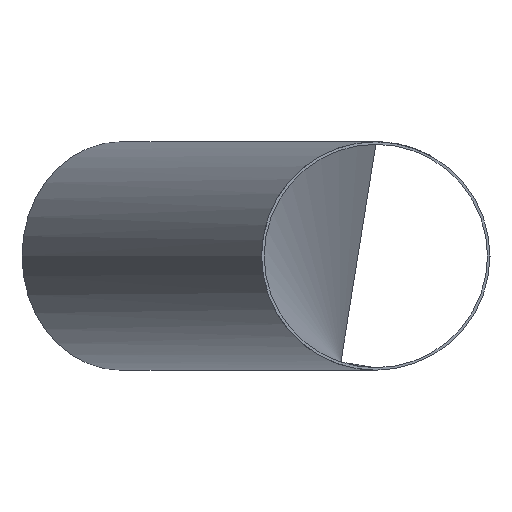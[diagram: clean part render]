
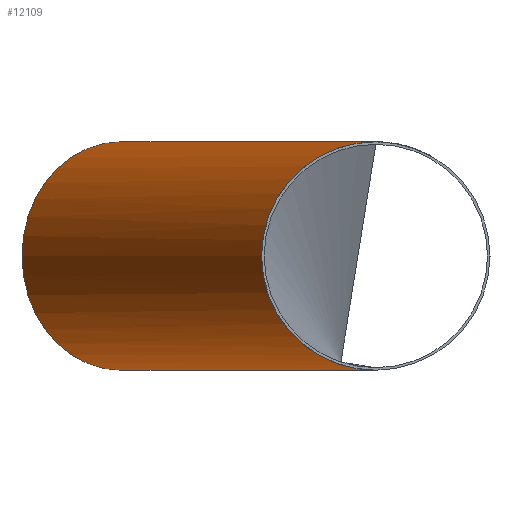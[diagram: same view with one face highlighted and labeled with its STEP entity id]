
A CAD part, left-side view. The second image highlights one B-rep face of the part: STEP entity #12109.
In plain terms, the highlighted cylindrical face has radius 136.5 mm (diameter 273 mm), a full revolution.
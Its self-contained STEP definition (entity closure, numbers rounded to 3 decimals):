
#386 = AXIS2_PLACEMENT_3D ( 'NONE', #16637, #3529, #16316 ) ;
#2926 = CARTESIAN_POINT ( 'NONE',  ( -236.425, 0., -136.5 ) ) ;
#2934 = CARTESIAN_POINT ( 'NONE',  ( 782.425, 273., 136.5 ) ) ;
#2940 = ORIENTED_EDGE ( 'NONE', *, *, #23172, .F. ) ;
#3199 = CARTESIAN_POINT ( 'NONE',  ( 223.103, 422.925, 0. ) ) ;
#3529 = DIRECTION ( 'NONE',  ( 0.866, 0.5, 0. ) ) ;
#3774 = EDGE_LOOP ( 'NONE', ( #26983, #23979 ) ) ;
#4853 =( BOUNDED_CURVE ( )  B_SPLINE_CURVE ( 3, ( #23522, #20491, #10582, #23049 ),
 .UNSPECIFIED., .F., .F. ) 
 B_SPLINE_CURVE_WITH_KNOTS ( ( 4, 4 ),
 ( 4.712, 7.854 ),
 .UNSPECIFIED. ) 
 CURVE ( )  GEOMETRIC_REPRESENTATION_ITEM ( )  RATIONAL_B_SPLINE_CURVE ( ( 1., 0.333, 0.333, 1. ) ) 
 REPRESENTATION_ITEM ( '' )  );
#5502 = CARTESIAN_POINT ( 'NONE',  ( 782.425, 273., -136.5 ) ) ;
#8519 = VERTEX_POINT ( 'NONE', #3199 ) ;
#10582 = CARTESIAN_POINT ( 'NONE',  ( -309.575, 273., -136.5 ) ) ;
#10803 = CARTESIAN_POINT ( 'NONE',  ( 291.353, 304.712, 0. ) ) ;
#12109 = ADVANCED_FACE ( 'NONE', ( #28168, #23788 ), #20598, .T. ) ;
#12197 = VERTEX_POINT ( 'NONE', #31278 ) ;
#12450 = EDGE_CURVE ( 'NONE', #12197, #23028, #4853, .T. ) ;
#13130 = DIRECTION ( 'NONE',  ( 0.866, 0.5, 0. ) ) ;
#15852 = CARTESIAN_POINT ( 'NONE',  ( -236.425, 0., 136.5 ) ) ;
#16316 = DIRECTION ( 'NONE',  ( -0.5, 0.866, 0. ) ) ;
#16637 = CARTESIAN_POINT ( 'NONE',  ( 291.353, 304.712, 0. ) ) ;
#19348 =( BOUNDED_CURVE ( )  B_SPLINE_CURVE ( 3, ( #31355, #5502, #2934, #15852 ),
 .UNSPECIFIED., .F., .F. ) 
 B_SPLINE_CURVE_WITH_KNOTS ( ( 4, 4 ),
 ( 1.571, 4.712 ),
 .UNSPECIFIED. ) 
 CURVE ( )  GEOMETRIC_REPRESENTATION_ITEM ( )  RATIONAL_B_SPLINE_CURVE ( ( 1., 0.333, 0.333, 1. ) ) 
 REPRESENTATION_ITEM ( '' )  );
#20491 = CARTESIAN_POINT ( 'NONE',  ( -309.575, 273., 136.5 ) ) ;
#20598 = CYLINDRICAL_SURFACE ( 'NONE', #386, 136.5 ) ;
#22610 = EDGE_LOOP ( 'NONE', ( #2940 ) ) ;
#23028 = VERTEX_POINT ( 'NONE', #2926 ) ;
#23049 = CARTESIAN_POINT ( 'NONE',  ( -236.425, 0., -136.5 ) ) ;
#23172 = EDGE_CURVE ( 'NONE', #8519, #8519, #32110, .T. ) ;
#23522 = CARTESIAN_POINT ( 'NONE',  ( -236.425, 0., 136.5 ) ) ;
#23788 = FACE_OUTER_BOUND ( 'NONE', #22610, .T. ) ;
#23979 = ORIENTED_EDGE ( 'NONE', *, *, #12450, .F. ) ;
#25439 = AXIS2_PLACEMENT_3D ( 'NONE', #10803, #13130, #28613 ) ;
#26983 = ORIENTED_EDGE ( 'NONE', *, *, #29100, .F. ) ;
#28168 = FACE_OUTER_BOUND ( 'NONE', #3774, .T. ) ;
#28613 = DIRECTION ( 'NONE',  ( -0.5, 0.866, 0. ) ) ;
#29100 = EDGE_CURVE ( 'NONE', #23028, #12197, #19348, .T. ) ;
#31278 = CARTESIAN_POINT ( 'NONE',  ( -236.425, 0., 136.5 ) ) ;
#31355 = CARTESIAN_POINT ( 'NONE',  ( -236.425, 0., -136.5 ) ) ;
#32110 = CIRCLE ( 'NONE', #25439, 136.5 ) ;
